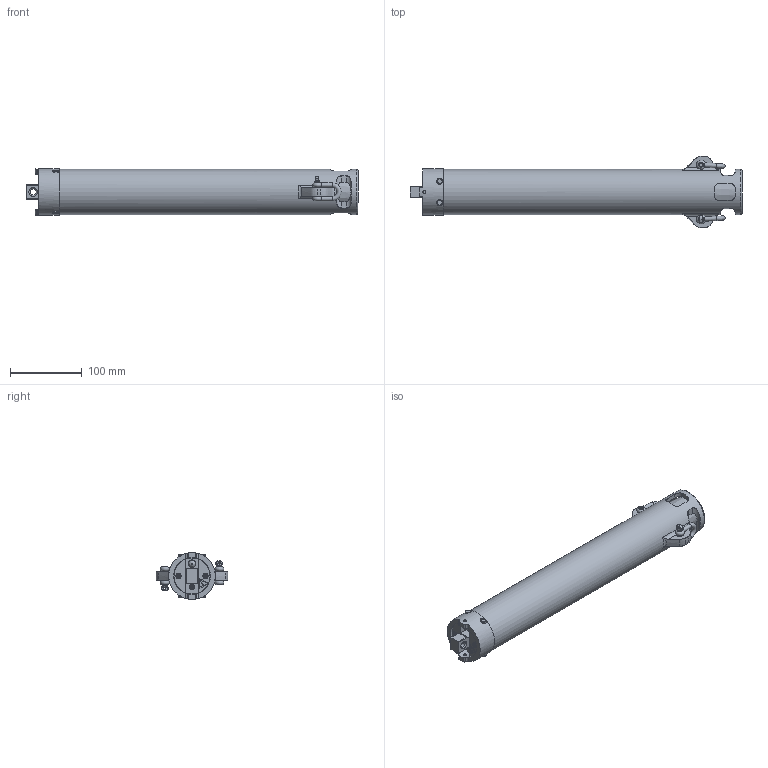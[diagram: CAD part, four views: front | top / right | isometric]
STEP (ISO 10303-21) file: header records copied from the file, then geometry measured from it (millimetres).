
FILE_DESCRIPTION(/* description */ (''),/* implementation_level */ '2;1');
FILE_NAME(/* name */ '8327-000-1111 LRT6 final assembly.stp',/* time_stamp */ '2023-03-14T10:05:36Z',/* author */ ('grh'),/* organization */ (''),/* preprocessor_version */ 'ST-DEVELOPER v19.2',/* originating_system */ 'Autodesk Inventor 2023',/* authorisation */ '');
FILE_SCHEMA (('AUTOMOTIVE_DESIGN { 1 0 10303 214 3 1 1 }'));
Length unit declared in the file: millimetre
Products named in the file (2): 8327-000-1111 LRT6 final assembly; 8327-000-1111 LRT6 final assembly_Simplify_3
Assembly tree (1 placements, depth 2):
  8327-000-1111 LRT6 final assembly
    8327-000-1111 LRT6 final assembly_Simplify_3
Bounding box: 463.2 x 99.92 x 65 mm (x, y, z)
Volume: 1326401.7 mm3; surface area: 248393.5 mm2
Topology: 4 solids, 4 shells, 333 faces, 880 edges, 584 vertices
Faces by surface type: cylinder 132, plane 127, cone 34, torus 31, sphere 6, bspline 3
Full cylindrical faces by diameter (mm): 1.5 x1, 2.5 x1, 3 x2, 3.5 x1, 4.2 x2, 4.917 x2, 5.7 x2, 6 x6, 6.2 x2, 6.3 x1, 6.35 x1, 6.4 x2, 6.852 x3, 7 x2, 7.1 x1, 7.5 x2, 8 x4, 8.194 x5, 8.2 x8, 8.6 x1, 9 x1, 9.95 x2, 10 x3, 48 x1, 50 x3, 51.4 x2, 63 x1, 65 x1
Entity records: 13507 total; most frequent: CARTESIAN_POINT 4813, ORIENTED_EDGE 1752, DIRECTION 1651, EDGE_CURVE 876, AXIS2_PLACEMENT_3D 658, VERTEX_POINT 584, EDGE_LOOP 403, LINE 335
